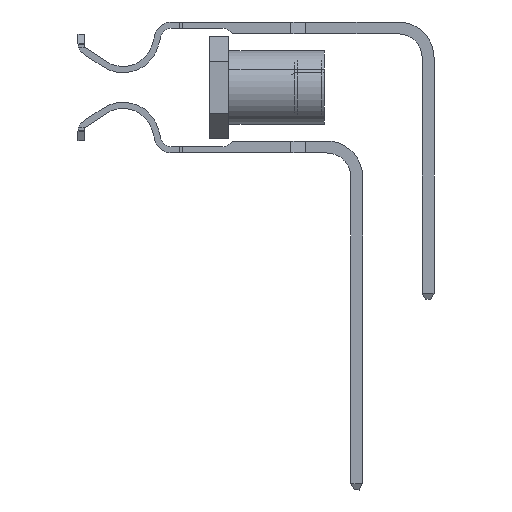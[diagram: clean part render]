
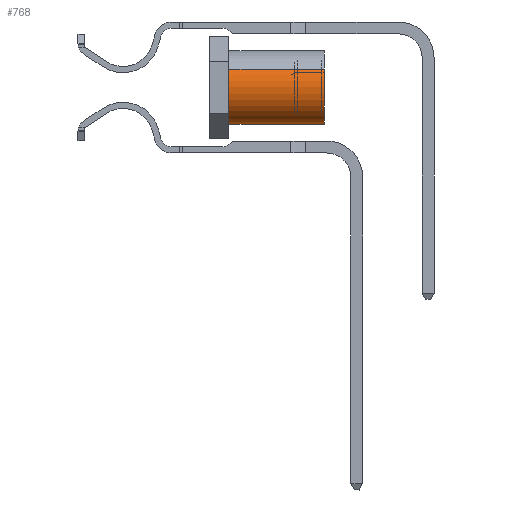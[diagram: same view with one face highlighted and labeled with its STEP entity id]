
A CAD part, left-side view. The second image highlights one B-rep face of the part: STEP entity #768.
In plain terms, the highlighted cylindrical face has radius 1.968 mm (diameter 3.937 mm), a partial arc.
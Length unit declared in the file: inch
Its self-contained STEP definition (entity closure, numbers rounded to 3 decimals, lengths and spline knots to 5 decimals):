
#163 = LINE ( 'NONE', #23008, #27357 ) ;
#768 = ADVANCED_FACE ( 'NONE', ( #20563 ), #25949, .T. ) ;
#4679 = EDGE_CURVE ( 'NONE', #17598, #32460, #163, .T. ) ;
#5503 = DIRECTION ( 'NONE',  ( 0., -1., 0. ) ) ;
#5898 = ORIENTED_EDGE ( 'NONE', *, *, #22775, .T. ) ;
#6184 = CARTESIAN_POINT ( 'NONE',  ( 0., 0.24, 0.0775 ) ) ;
#6261 = CARTESIAN_POINT ( 'NONE',  ( 0., 0.24, 0. ) ) ;
#6849 = VECTOR ( 'NONE', #5503, 39.37008 ) ;
#7395 = EDGE_CURVE ( 'NONE', #17598, #8726, #12916, .T. ) ;
#7683 = CARTESIAN_POINT ( 'NONE',  ( 0., 0.04, 0.0775 ) ) ;
#8726 = VERTEX_POINT ( 'NONE', #6184 ) ;
#8878 = DIRECTION ( 'NONE',  ( 0., 0., 1. ) ) ;
#8889 = DIRECTION ( 'NONE',  ( 0., 1., 0. ) ) ;
#12861 = DIRECTION ( 'NONE',  ( 0., -1., 0. ) ) ;
#12916 = CIRCLE ( 'NONE', #28867, 0.0775 ) ;
#13881 = LINE ( 'NONE', #18603, #6849 ) ;
#16292 = AXIS2_PLACEMENT_3D ( 'NONE', #24733, #8889, #27350 ) ;
#17598 = VERTEX_POINT ( 'NONE', #26027 ) ;
#18601 = ORIENTED_EDGE ( 'NONE', *, *, #27537, .F. ) ;
#18603 = CARTESIAN_POINT ( 'NONE',  ( 0., 0.24, 0.0775 ) ) ;
#20157 = CARTESIAN_POINT ( 'NONE',  ( 0., 0.04, -0.0775 ) ) ;
#20563 = FACE_OUTER_BOUND ( 'NONE', #25235, .T. ) ;
#20961 = CIRCLE ( 'NONE', #16292, 0.0775 ) ;
#22775 = EDGE_CURVE ( 'NONE', #32460, #33232, #20961, .T. ) ;
#23008 = CARTESIAN_POINT ( 'NONE',  ( 0., 0.24, -0.0775 ) ) ;
#23584 = ORIENTED_EDGE ( 'NONE', *, *, #4679, .T. ) ;
#24726 = DIRECTION ( 'NONE',  ( 0., 1., 0. ) ) ;
#24733 = CARTESIAN_POINT ( 'NONE',  ( 0., 0.04, 0. ) ) ;
#25235 = EDGE_LOOP ( 'NONE', ( #18601, #27364, #23584, #5898 ) ) ;
#25949 = CYLINDRICAL_SURFACE ( 'NONE', #33755, 0.0775 ) ;
#26027 = CARTESIAN_POINT ( 'NONE',  ( 0., 0.24, -0.0775 ) ) ;
#27350 = DIRECTION ( 'NONE',  ( 0., 0., 1. ) ) ;
#27357 = VECTOR ( 'NONE', #30933, 39.37008 ) ;
#27364 = ORIENTED_EDGE ( 'NONE', *, *, #7395, .F. ) ;
#27537 = EDGE_CURVE ( 'NONE', #8726, #33232, #13881, .T. ) ;
#28600 = CARTESIAN_POINT ( 'NONE',  ( 0., 0.24, 0. ) ) ;
#28867 = AXIS2_PLACEMENT_3D ( 'NONE', #6261, #24726, #8878 ) ;
#30933 = DIRECTION ( 'NONE',  ( 0., -1., 0. ) ) ;
#31235 = DIRECTION ( 'NONE',  ( 0., 0., -1. ) ) ;
#32460 = VERTEX_POINT ( 'NONE', #20157 ) ;
#33232 = VERTEX_POINT ( 'NONE', #7683 ) ;
#33755 = AXIS2_PLACEMENT_3D ( 'NONE', #28600, #12861, #31235 ) ;
